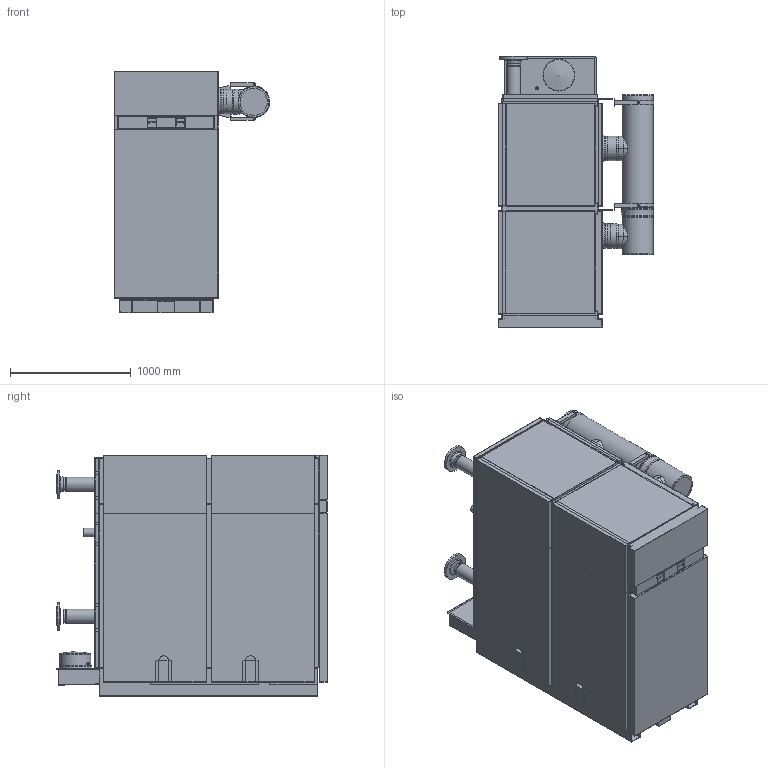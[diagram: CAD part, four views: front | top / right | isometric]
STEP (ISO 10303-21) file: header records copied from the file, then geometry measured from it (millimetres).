
FILE_DESCRIPTION(/* description */ (''),/* implementation_level */ '2;1');
FILE_NAME(/* name */ 'Vitocrossal 300 CA3B-2.5 With Combustion Air.stp',/* time_stamp */ '2021-01-11T12:50:12-05:00',/* author */ ('pfid'),/* organization */ (''),/* preprocessor_version */ 'ST-DEVELOPER v18',/* originating_system */ 'Autodesk Inventor 2020',/* authorisation */ '');
FILE_SCHEMA (('AUTOMOTIVE_DESIGN { 1 0 10303 214 3 1 1 }'));
Products named in the file (1): Vitocrossal 300 CA3B-2.5 SF-Installation Fittings-Combustion Air Inta
ke_Substitute_1
Bounding box: 1289.6 x 2248.09 x 2000 mm (x, y, z)
Surface area: 38249163.4 mm2 (no closed solid volume)
Topology: 0 solids, 143 shells, 1256 faces, 5600 edges, 4336 vertices
Faces by surface type: plane 738, cylinder 399, bspline 47, cone 35, torus 26, sphere 11
Full cylindrical faces by diameter (mm): 8 x4, 16 x4, 73 x1, 114.3 x4, 157.2 x2, 204 x4, 228.6 x2, 258 x2, 258.2 x2
Entity records: 70583 total; most frequent: CARTESIAN_POINT 24883, DIRECTION 9353, ORIENTED_EDGE 7724, EDGE_CURVE 5596, VERTEX_POINT 4336, LINE 3723, VECTOR 3723, AXIS2_PLACEMENT_3D 2815
